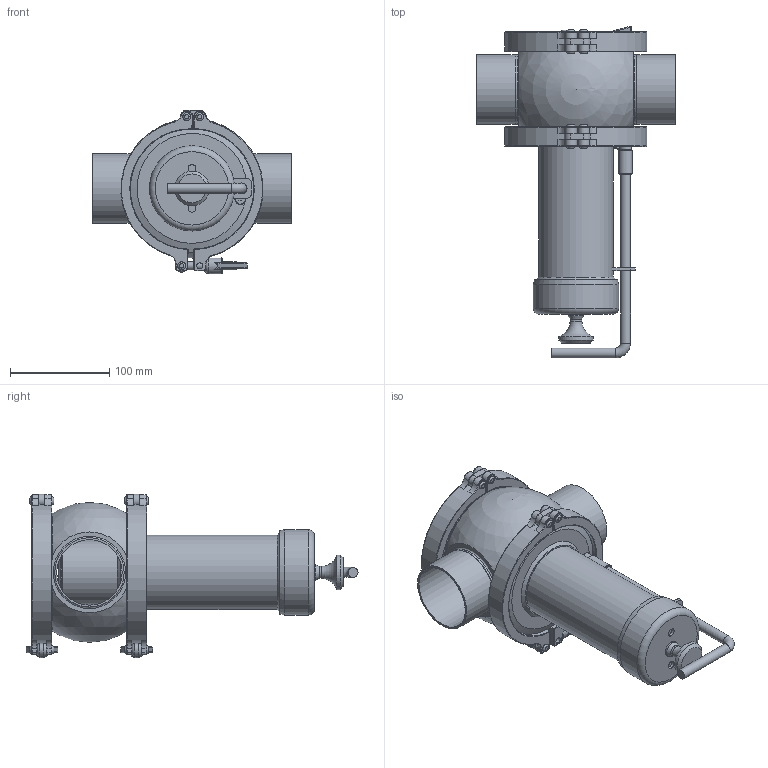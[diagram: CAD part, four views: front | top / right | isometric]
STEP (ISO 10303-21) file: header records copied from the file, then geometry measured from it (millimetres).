
FILE_DESCRIPTION(/* description */ (''),/* implementation_level */ '2;1');
FILE_NAME(/* name */ 'E0117833_Customer.stp',/* time_stamp */ '2025-04-17T10:40:52+02:00',/* author */ ('AvD'),/* organization */ (''),/* preprocessor_version */ 'ST-DEVELOPER v18.1',/* originating_system */ 'Autodesk Inventor 2021',/* authorisation */ '');
FILE_SCHEMA (('CONFIG_CONTROL_DESIGN'));
Length unit declared in the file: millimetre
Products named in the file (1): Part1
Bounding box: 200 x 334.8 x 164.91 mm (x, y, z)
Volume: 1183075 mm3; surface area: 390995.2 mm2
Topology: 3 solids, 18 shells, 709 faces, 1819 edges, 1137 vertices
Faces by surface type: cylinder 266, plane 200, torus 151, cone 52, bspline 34, sphere 6
Full cylindrical faces by diameter (mm): 0.1 x4, 2 x1, 4.134 x1, 4.917 x1, 5 x1, 6 x8, 6.1 x14, 8 x18, 10 x2, 10.1 x1, 11 x1, 12 x1, 13.7 x2, 14 x1, 16 x4, 16.2 x2, 20 x1, 33 x1, 35 x1, 63 x1, 65.4 x2, 66 x2, 70 x6, 73 x2, 74.4 x2, 74.6 x2, 75 x1, 80 x2, 80.5 x1, 86 x1
Entity records: 24093 total; most frequent: CARTESIAN_POINT 6568, DIRECTION 3860, ORIENTED_EDGE 3616, EDGE_CURVE 1808, AXIS2_PLACEMENT_3D 1642, VERTEX_POINT 1137, CIRCLE 938, EDGE_LOOP 801
